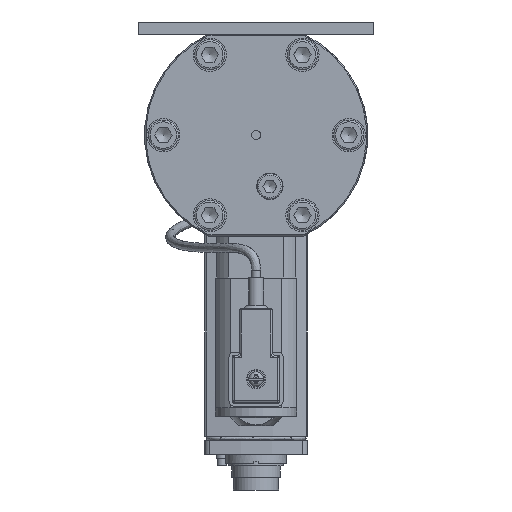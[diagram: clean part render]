
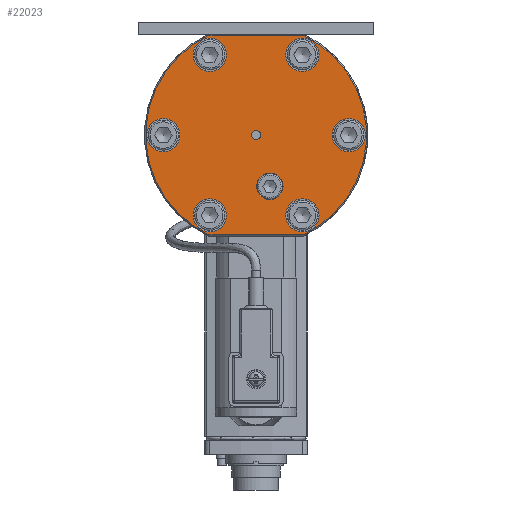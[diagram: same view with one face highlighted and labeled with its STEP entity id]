
A CAD part, left-side view. The second image highlights one B-rep face of the part: STEP entity #22023.
In plain terms, the highlighted planar face has unit normal (-1, 0, 0).
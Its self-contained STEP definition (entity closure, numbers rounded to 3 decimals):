
#1396=LINE('',#41408,#2960);
#1398=LINE('',#41430,#2962);
#2960=VECTOR('',#27980,31.238);
#2962=VECTOR('',#27990,31.238);
#4469=PLANE('',#23759);
#4939=FACE_BOUND('',#7333,.T.);
#4940=FACE_BOUND('',#7334,.T.);
#4941=FACE_BOUND('',#7335,.T.);
#4942=FACE_BOUND('',#7336,.T.);
#4943=FACE_BOUND('',#7337,.T.);
#4944=FACE_BOUND('',#7338,.T.);
#4945=FACE_BOUND('',#7339,.T.);
#4946=FACE_BOUND('',#7340,.T.);
#5846=FACE_OUTER_BOUND('',#7332,.T.);
#7332=EDGE_LOOP('',(#17136,#17137,#17138,#17139));
#7333=EDGE_LOOP('',(#17140));
#7334=EDGE_LOOP('',(#17141));
#7335=EDGE_LOOP('',(#17142));
#7336=EDGE_LOOP('',(#17143));
#7337=EDGE_LOOP('',(#17144));
#7338=EDGE_LOOP('',(#17145));
#7339=EDGE_LOOP('',(#17146));
#7340=EDGE_LOOP('',(#17147));
#8389=CIRCLE('',#23295,1.5);
#8544=CIRCLE('',#23753,36.6);
#8546=CIRCLE('',#23757,36.6);
#8547=CIRCLE('',#23760,4.4);
#8548=CIRCLE('',#23761,5.5);
#8549=CIRCLE('',#23762,5.5);
#8550=CIRCLE('',#23763,5.5);
#8551=CIRCLE('',#23764,5.5);
#8552=CIRCLE('',#23765,5.5);
#8553=CIRCLE('',#23766,5.5);
#9584=VERTEX_POINT('',#33914);
#10146=VERTEX_POINT('',#41406);
#10147=VERTEX_POINT('',#41407);
#10149=VERTEX_POINT('',#41420);
#10151=VERTEX_POINT('',#41429);
#10152=VERTEX_POINT('',#41440);
#10153=VERTEX_POINT('',#41442);
#10154=VERTEX_POINT('',#41444);
#10155=VERTEX_POINT('',#41446);
#10156=VERTEX_POINT('',#41448);
#10157=VERTEX_POINT('',#41450);
#10158=VERTEX_POINT('',#41452);
#11786=EDGE_CURVE('',#9584,#9584,#8389,.T.);
#12631=EDGE_CURVE('',#10146,#10147,#1396,.T.);
#12635=EDGE_CURVE('',#10147,#10149,#8544,.T.);
#12638=EDGE_CURVE('',#10149,#10151,#1398,.T.);
#12641=EDGE_CURVE('',#10151,#10146,#8546,.T.);
#12642=EDGE_CURVE('',#10152,#10152,#8547,.T.);
#12643=EDGE_CURVE('',#10153,#10153,#8548,.T.);
#12644=EDGE_CURVE('',#10154,#10154,#8549,.T.);
#12645=EDGE_CURVE('',#10155,#10155,#8550,.T.);
#12646=EDGE_CURVE('',#10156,#10156,#8551,.T.);
#12647=EDGE_CURVE('',#10157,#10157,#8552,.T.);
#12648=EDGE_CURVE('',#10158,#10158,#8553,.T.);
#17136=ORIENTED_EDGE('',*,*,#12631,.F.);
#17137=ORIENTED_EDGE('',*,*,#12641,.F.);
#17138=ORIENTED_EDGE('',*,*,#12638,.F.);
#17139=ORIENTED_EDGE('',*,*,#12635,.F.);
#17140=ORIENTED_EDGE('',*,*,#11786,.T.);
#17141=ORIENTED_EDGE('',*,*,#12642,.T.);
#17142=ORIENTED_EDGE('',*,*,#12643,.T.);
#17143=ORIENTED_EDGE('',*,*,#12644,.T.);
#17144=ORIENTED_EDGE('',*,*,#12645,.T.);
#17145=ORIENTED_EDGE('',*,*,#12646,.T.);
#17146=ORIENTED_EDGE('',*,*,#12647,.T.);
#17147=ORIENTED_EDGE('',*,*,#12648,.T.);
#22023=ADVANCED_FACE('',(#5846,#4939,#4940,#4941,#4942,#4943,#4944,#4945,
#4946),#4469,.T.);
#23295=AXIS2_PLACEMENT_3D('',#33915,#26560,#26561);
#23753=AXIS2_PLACEMENT_3D('',#41421,#27984,#27985);
#23757=AXIS2_PLACEMENT_3D('',#41437,#27994,#27995);
#23759=AXIS2_PLACEMENT_3D('',#41439,#27998,#27999);
#23760=AXIS2_PLACEMENT_3D('',#41441,#28000,#28001);
#23761=AXIS2_PLACEMENT_3D('',#41443,#28002,#28003);
#23762=AXIS2_PLACEMENT_3D('',#41445,#28004,#28005);
#23763=AXIS2_PLACEMENT_3D('',#41447,#28006,#28007);
#23764=AXIS2_PLACEMENT_3D('',#41449,#28008,#28009);
#23765=AXIS2_PLACEMENT_3D('',#41451,#28010,#28011);
#23766=AXIS2_PLACEMENT_3D('',#41453,#28012,#28013);
#26560=DIRECTION('center_axis',(1.,0.,0.));
#26561=DIRECTION('ref_axis',(0.,-1.,0.));
#27980=DIRECTION('',(0.,1.,0.));
#27984=DIRECTION('center_axis',(1.,0.,0.));
#27985=DIRECTION('ref_axis',(0.,0.425,0.905));
#27990=DIRECTION('',(0.,-1.,0.));
#27994=DIRECTION('center_axis',(1.,0.,0.));
#27995=DIRECTION('ref_axis',(0.,-0.425,-0.905));
#27998=DIRECTION('center_axis',(-1.,0.,0.));
#27999=DIRECTION('ref_axis',(0.,1.,0.));
#28000=DIRECTION('center_axis',(1.,0.,0.));
#28001=DIRECTION('ref_axis',(0.,1.,0.));
#28002=DIRECTION('center_axis',(1.,0.,0.));
#28003=DIRECTION('ref_axis',(0.,1.,0.));
#28004=DIRECTION('center_axis',(1.,0.,0.));
#28005=DIRECTION('ref_axis',(0.,1.,0.));
#28006=DIRECTION('center_axis',(1.,0.,0.));
#28007=DIRECTION('ref_axis',(0.,1.,0.));
#28008=DIRECTION('center_axis',(1.,0.,0.));
#28009=DIRECTION('ref_axis',(0.,1.,0.));
#28010=DIRECTION('center_axis',(1.,0.,0.));
#28011=DIRECTION('ref_axis',(0.,1.,0.));
#28012=DIRECTION('center_axis',(1.,0.,0.));
#28013=DIRECTION('ref_axis',(0.,1.,0.));
#33914=CARTESIAN_POINT('',(-96.229,-173.939,-17.206));
#33915=CARTESIAN_POINT('Origin',(-96.229,-175.439,-17.206));
#41406=CARTESIAN_POINT('',(-96.229,-191.058,-50.306));
#41407=CARTESIAN_POINT('',(-96.229,-159.82,-50.306));
#41408=CARTESIAN_POINT('',(-96.229,-183.293,-50.306));
#41420=CARTESIAN_POINT('',(-96.229,-159.82,15.894));
#41421=CARTESIAN_POINT('Origin',(-96.229,-175.439,-17.206));
#41429=CARTESIAN_POINT('',(-96.229,-191.058,15.894));
#41430=CARTESIAN_POINT('',(-96.229,-167.585,15.894));
#41437=CARTESIAN_POINT('Origin',(-96.229,-175.439,-17.206));
#41439=CARTESIAN_POINT('Origin',(-96.229,-175.439,-17.206));
#41440=CARTESIAN_POINT('',(-96.229,-175.594,-34.206));
#41441=CARTESIAN_POINT('Origin',(-96.229,-179.994,-34.206));
#41442=CARTESIAN_POINT('',(-96.229,-154.564,-43.836));
#41443=CARTESIAN_POINT('Origin',(-96.229,-160.064,-43.836));
#41444=CARTESIAN_POINT('',(-96.229,-154.564,9.425));
#41445=CARTESIAN_POINT('Origin',(-96.229,-160.064,9.425));
#41446=CARTESIAN_POINT('',(-96.229,-200.689,-17.206));
#41447=CARTESIAN_POINT('Origin',(-96.229,-206.189,-17.206));
#41448=CARTESIAN_POINT('',(-96.229,-185.314,-43.836));
#41449=CARTESIAN_POINT('Origin',(-96.229,-190.814,-43.836));
#41450=CARTESIAN_POINT('',(-96.229,-185.314,9.425));
#41451=CARTESIAN_POINT('Origin',(-96.229,-190.814,9.425));
#41452=CARTESIAN_POINT('',(-96.229,-139.189,-17.206));
#41453=CARTESIAN_POINT('Origin',(-96.229,-144.689,-17.206));
